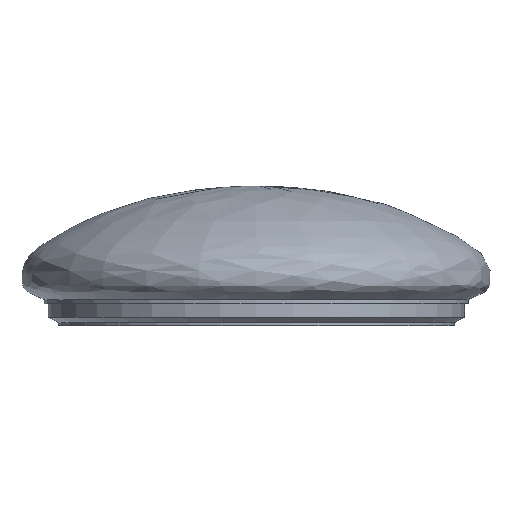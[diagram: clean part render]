
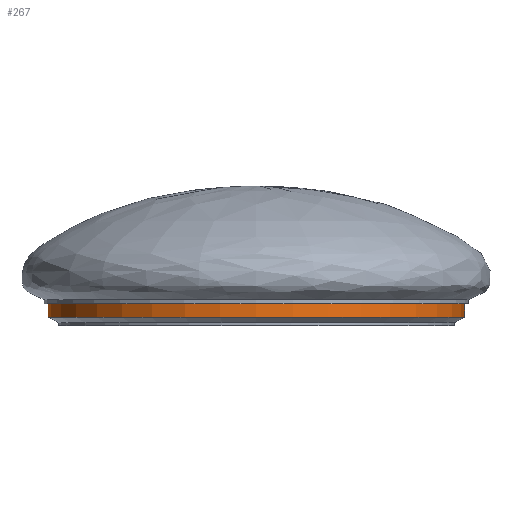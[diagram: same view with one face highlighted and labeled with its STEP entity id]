
A CAD part, left-side view. The second image highlights one B-rep face of the part: STEP entity #267.
In plain terms, the highlighted cylindrical face has radius 178.91 mm (diameter 357.82 mm), a full revolution.
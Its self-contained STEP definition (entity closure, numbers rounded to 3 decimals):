
#4 = EDGE_LOOP ( 'NONE', ( #472 ) ) ;
#35 = DIRECTION ( 'NONE',  ( 0., 1., 0. ) ) ;
#48 = CARTESIAN_POINT ( 'NONE',  ( 0., 178.91, 7.347 ) ) ;
#87 = DIRECTION ( 'NONE',  ( 0., 0., -1. ) ) ;
#88 = VERTEX_POINT ( 'NONE', #48 ) ;
#91 = CYLINDRICAL_SURFACE ( 'NONE', #216, 178.91 ) ;
#123 = DIRECTION ( 'NONE',  ( 0., 0., -1. ) ) ;
#216 = AXIS2_PLACEMENT_3D ( 'NONE', #226, #87, #328 ) ;
#226 = CARTESIAN_POINT ( 'NONE',  ( 0., 0., 116.505 ) ) ;
#242 = CARTESIAN_POINT ( 'NONE',  ( 0., 0., 7.347 ) ) ;
#252 = AXIS2_PLACEMENT_3D ( 'NONE', #324, #123, #287 ) ;
#265 = CARTESIAN_POINT ( 'NONE',  ( 0., 178.91, 19.02 ) ) ;
#267 = ADVANCED_FACE ( 'NONE', ( #330, #437 ), #91, .T. ) ;
#287 = DIRECTION ( 'NONE',  ( 0., 1., 0. ) ) ;
#324 = CARTESIAN_POINT ( 'NONE',  ( 0., 0., 19.02 ) ) ;
#328 = DIRECTION ( 'NONE',  ( 0., 1., 0. ) ) ;
#330 = FACE_OUTER_BOUND ( 'NONE', #4, .T. ) ;
#331 = VERTEX_POINT ( 'NONE', #265 ) ;
#345 = CIRCLE ( 'NONE', #418, 178.91 ) ;
#370 = DIRECTION ( 'NONE',  ( 0., 0., -1. ) ) ;
#418 = AXIS2_PLACEMENT_3D ( 'NONE', #242, #370, #35 ) ;
#420 = ORIENTED_EDGE ( 'NONE', *, *, #446, .F. ) ;
#437 = FACE_OUTER_BOUND ( 'NONE', #506, .T. ) ;
#446 = EDGE_CURVE ( 'NONE', #88, #88, #345, .T. ) ;
#472 = ORIENTED_EDGE ( 'NONE', *, *, #487, .T. ) ;
#487 = EDGE_CURVE ( 'NONE', #331, #331, #514, .T. ) ;
#506 = EDGE_LOOP ( 'NONE', ( #420 ) ) ;
#514 = CIRCLE ( 'NONE', #252, 178.91 ) ;
